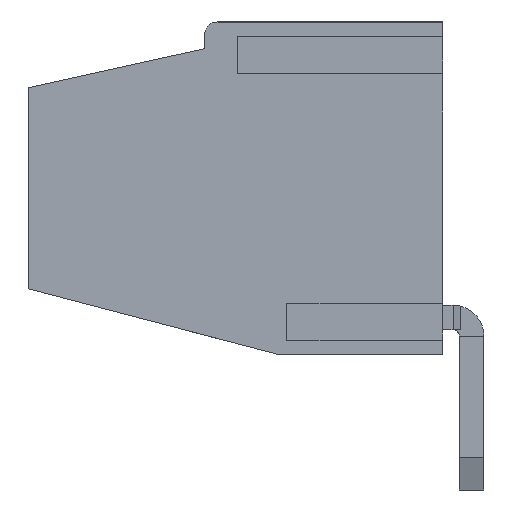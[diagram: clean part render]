
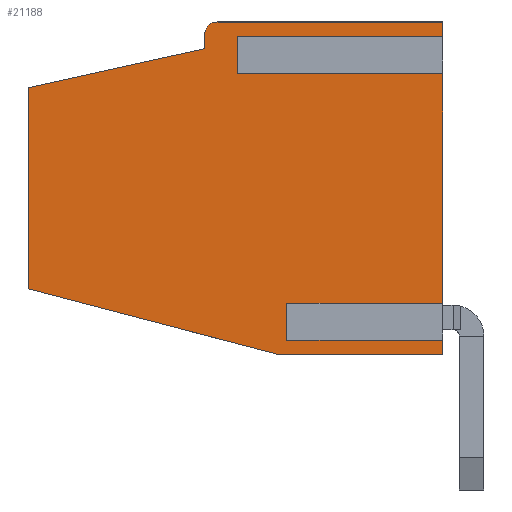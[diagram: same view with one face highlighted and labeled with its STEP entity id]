
A CAD part, left-side view. The second image highlights one B-rep face of the part: STEP entity #21188.
In plain terms, the highlighted face is planar.
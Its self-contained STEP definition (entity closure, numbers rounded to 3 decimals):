
#332 = EDGE_LOOP ( 'NONE', ( #13376, #18267, #2870, #15947, #22414, #17464, #21211, #1453, #20872, #26957, #12922, #27466, #25463, #23576, #10826, #2630 ) ) ;
#512 = DIRECTION ( 'NONE',  ( 0., 1., 0. ) ) ;
#514 = DIRECTION ( 'NONE',  ( 0., 0., -1. ) ) ;
#747 = CARTESIAN_POINT ( 'NONE',  ( 2.54, 0.532, 0.7 ) ) ;
#810 = DIRECTION ( 'NONE',  ( 0., 0., -1. ) ) ;
#1453 = ORIENTED_EDGE ( 'NONE', *, *, #27828, .T. ) ;
#1554 = CARTESIAN_POINT ( 'NONE',  ( 2.54, 7.45, 6.5 ) ) ;
#1721 = CARTESIAN_POINT ( 'NONE',  ( 2.54, 6.5, 10.8 ) ) ;
#1730 = DIRECTION ( 'NONE',  ( 0., -1., 0. ) ) ;
#2174 = DIRECTION ( 'NONE',  ( -1., 0., 0. ) ) ;
#2184 = CARTESIAN_POINT ( 'NONE',  ( 2.54, 7.45, 6.5 ) ) ;
#2191 = VECTOR ( 'NONE', #10179, 1000. ) ;
#2478 = AXIS2_PLACEMENT_3D ( 'NONE', #28083, #3846, #19241 ) ;
#2630 = ORIENTED_EDGE ( 'NONE', *, *, #15359, .T. ) ;
#2697 = CARTESIAN_POINT ( 'NONE',  ( 2.54, 0.532, 4.5 ) ) ;
#2870 = ORIENTED_EDGE ( 'NONE', *, *, #25562, .F. ) ;
#3077 = CARTESIAN_POINT ( 'NONE',  ( 2.54, 7.032, 0.7 ) ) ;
#3124 = CARTESIAN_POINT ( 'NONE',  ( 2.54, 0.532, 4.5 ) ) ;
#3846 = DIRECTION ( 'NONE',  ( 1., 0., 0. ) ) ;
#4171 = CARTESIAN_POINT ( 'NONE',  ( 2.54, 8.1, 0.7 ) ) ;
#4367 = VECTOR ( 'NONE', #11960, 1000. ) ;
#4412 = CARTESIAN_POINT ( 'NONE',  ( 2.54, 8.1, 0.7 ) ) ;
#4865 = CARTESIAN_POINT ( 'NONE',  ( 2.54, 8.1, 6.2 ) ) ;
#4871 = VERTEX_POINT ( 'NONE', #25491 ) ;
#5292 = CARTESIAN_POINT ( 'NONE',  ( 2.54, 7.568, 5.7 ) ) ;
#5337 = VERTEX_POINT ( 'NONE', #2184 ) ;
#5572 = DIRECTION ( 'NONE',  ( 0., -1., 0. ) ) ;
#6086 = VECTOR ( 'NONE', #15330, 1000. ) ;
#6561 = VERTEX_POINT ( 'NONE', #15620 ) ;
#6663 = LINE ( 'NONE', #15524, #15952 ) ;
#6869 = EDGE_CURVE ( 'NONE', #28328, #6561, #11838, .T. ) ;
#7150 = VECTOR ( 'NONE', #28725, 1000. ) ;
#8116 = LINE ( 'NONE', #1554, #10767 ) ;
#8533 = LINE ( 'NONE', #15195, #6086 ) ;
#8649 = VECTOR ( 'NONE', #8685, 1000. ) ;
#8685 = DIRECTION ( 'NONE',  ( 0., 0., -1. ) ) ;
#8854 = EDGE_CURVE ( 'NONE', #27041, #28684, #8533, .T. ) ;
#9498 = DIRECTION ( 'NONE',  ( 0., 1., 0. ) ) ;
#9824 = CARTESIAN_POINT ( 'NONE',  ( 2.54, 8.1, 10.8 ) ) ;
#9957 = VERTEX_POINT ( 'NONE', #16319 ) ;
#10043 = CARTESIAN_POINT ( 'NONE',  ( 2.54, 1.068, 4.5 ) ) ;
#10179 = DIRECTION ( 'NONE',  ( 0., 0.254, 0.967 ) ) ;
#10525 = AXIS2_PLACEMENT_3D ( 'NONE', #21628, #2174, #1730 ) ;
#10767 = VECTOR ( 'NONE', #17108, 1000. ) ;
#10826 = ORIENTED_EDGE ( 'NONE', *, *, #10885, .T. ) ;
#10880 = EDGE_CURVE ( 'NONE', #4871, #27041, #16326, .T. ) ;
#10885 = EDGE_CURVE ( 'NONE', #4871, #14259, #27188, .T. ) ;
#11004 = CARTESIAN_POINT ( 'NONE',  ( 2.54, 1.068, 4.5 ) ) ;
#11147 = VERTEX_POINT ( 'NONE', #747 ) ;
#11554 = LINE ( 'NONE', #20560, #25578 ) ;
#11838 = LINE ( 'NONE', #9824, #20370 ) ;
#11960 = DIRECTION ( 'NONE',  ( 0., 1., 0. ) ) ;
#12057 = CARTESIAN_POINT ( 'NONE',  ( 2.54, 7.032, 5.7 ) ) ;
#12058 = CARTESIAN_POINT ( 'NONE',  ( 2.54, 0., 0.7 ) ) ;
#12310 = VERTEX_POINT ( 'NONE', #27065 ) ;
#12764 = PLANE ( 'NONE',  #10525 ) ;
#12922 = ORIENTED_EDGE ( 'NONE', *, *, #19215, .T. ) ;
#13023 = DIRECTION ( 'NONE',  ( 0., 1., 0. ) ) ;
#13376 = ORIENTED_EDGE ( 'NONE', *, *, #6869, .F. ) ;
#13542 = EDGE_CURVE ( 'NONE', #25091, #18477, #13597, .T. ) ;
#13597 = LINE ( 'NONE', #15781, #25160 ) ;
#13711 = EDGE_CURVE ( 'NONE', #28328, #12310, #16870, .T. ) ;
#14163 = LINE ( 'NONE', #3124, #4367 ) ;
#14259 = VERTEX_POINT ( 'NONE', #16892 ) ;
#14376 = VERTEX_POINT ( 'NONE', #20321 ) ;
#14483 = VECTOR ( 'NONE', #5572, 1000. ) ;
#14546 = VECTOR ( 'NONE', #9498, 1000. ) ;
#14615 = EDGE_CURVE ( 'NONE', #14376, #5337, #14944, .T. ) ;
#14944 = LINE ( 'NONE', #1721, #7150 ) ;
#15195 = CARTESIAN_POINT ( 'NONE',  ( 2.54, 7.032, 5.7 ) ) ;
#15209 = LINE ( 'NONE', #11004, #8649 ) ;
#15330 = DIRECTION ( 'NONE',  ( 0., 0., -1. ) ) ;
#15359 = EDGE_CURVE ( 'NONE', #14259, #6561, #18182, .T. ) ;
#15382 = CARTESIAN_POINT ( 'NONE',  ( 2.54, 1.068, 0.7 ) ) ;
#15499 = LINE ( 'NONE', #4171, #21057 ) ;
#15524 = CARTESIAN_POINT ( 'NONE',  ( 2.54, 8.1, 0.7 ) ) ;
#15568 = EDGE_CURVE ( 'NONE', #20107, #28684, #6663, .T. ) ;
#15620 = CARTESIAN_POINT ( 'NONE',  ( 2.54, 8.1, 0.7 ) ) ;
#15781 = CARTESIAN_POINT ( 'NONE',  ( 2.54, 0., 10.8 ) ) ;
#15932 = EDGE_CURVE ( 'NONE', #20736, #17050, #14163, .T. ) ;
#15947 = ORIENTED_EDGE ( 'NONE', *, *, #14615, .F. ) ;
#15952 = VECTOR ( 'NONE', #28728, 1000. ) ;
#16319 = CARTESIAN_POINT ( 'NONE',  ( 2.54, 1.6, 10.8 ) ) ;
#16326 = LINE ( 'NONE', #25136, #14483 ) ;
#16752 = DIRECTION ( 'NONE',  ( 0., 0., -1. ) ) ;
#16870 = CIRCLE ( 'NONE', #2478, 0.3 ) ;
#16892 = CARTESIAN_POINT ( 'NONE',  ( 2.54, 7.568, 0.7 ) ) ;
#17050 = VERTEX_POINT ( 'NONE', #10043 ) ;
#17108 = DIRECTION ( 'NONE',  ( 0., 1., 0. ) ) ;
#17144 = CARTESIAN_POINT ( 'NONE',  ( 2.54, 0., 4.7 ) ) ;
#17464 = ORIENTED_EDGE ( 'NONE', *, *, #21056, .F. ) ;
#18182 = LINE ( 'NONE', #4412, #14546 ) ;
#18267 = ORIENTED_EDGE ( 'NONE', *, *, #13711, .T. ) ;
#18477 = VERTEX_POINT ( 'NONE', #12058 ) ;
#18815 = CARTESIAN_POINT ( 'NONE',  ( 2.54, 0.532, 4.5 ) ) ;
#19215 = EDGE_CURVE ( 'NONE', #17050, #20107, #15209, .T. ) ;
#19241 = DIRECTION ( 'NONE',  ( 0., -1., 0. ) ) ;
#20107 = VERTEX_POINT ( 'NONE', #15382 ) ;
#20321 = CARTESIAN_POINT ( 'NONE',  ( 2.54, 6.5, 10.8 ) ) ;
#20370 = VECTOR ( 'NONE', #810, 1000. ) ;
#20560 = CARTESIAN_POINT ( 'NONE',  ( 2.54, 8.1, 10.8 ) ) ;
#20736 = VERTEX_POINT ( 'NONE', #18815 ) ;
#20872 = ORIENTED_EDGE ( 'NONE', *, *, #21220, .F. ) ;
#20963 = VECTOR ( 'NONE', #16752, 1000. ) ;
#21049 = LINE ( 'NONE', #25517, #2191 ) ;
#21056 = EDGE_CURVE ( 'NONE', #25091, #9957, #21049, .T. ) ;
#21057 = VECTOR ( 'NONE', #13023, 1000. ) ;
#21188 = ADVANCED_FACE ( 'NONE', ( #22063 ), #12764, .F. ) ;
#21211 = ORIENTED_EDGE ( 'NONE', *, *, #13542, .T. ) ;
#21220 = EDGE_CURVE ( 'NONE', #20736, #11147, #23004, .T. ) ;
#21628 = CARTESIAN_POINT ( 'NONE',  ( 2.54, 8.1, 10.8 ) ) ;
#22063 = FACE_OUTER_BOUND ( 'NONE', #332, .T. ) ;
#22414 = ORIENTED_EDGE ( 'NONE', *, *, #25700, .F. ) ;
#23004 = LINE ( 'NONE', #2697, #27656 ) ;
#23576 = ORIENTED_EDGE ( 'NONE', *, *, #10880, .F. ) ;
#25091 = VERTEX_POINT ( 'NONE', #17144 ) ;
#25136 = CARTESIAN_POINT ( 'NONE',  ( 2.54, 7.568, 5.7 ) ) ;
#25160 = VECTOR ( 'NONE', #514, 1000. ) ;
#25310 = DIRECTION ( 'NONE',  ( 0., 0., -1. ) ) ;
#25463 = ORIENTED_EDGE ( 'NONE', *, *, #8854, .F. ) ;
#25491 = CARTESIAN_POINT ( 'NONE',  ( 2.54, 7.568, 5.7 ) ) ;
#25517 = CARTESIAN_POINT ( 'NONE',  ( 2.54, 1.6, 10.8 ) ) ;
#25562 = EDGE_CURVE ( 'NONE', #5337, #12310, #8116, .T. ) ;
#25578 = VECTOR ( 'NONE', #512, 1000. ) ;
#25700 = EDGE_CURVE ( 'NONE', #9957, #14376, #11554, .T. ) ;
#26957 = ORIENTED_EDGE ( 'NONE', *, *, #15932, .T. ) ;
#27041 = VERTEX_POINT ( 'NONE', #12057 ) ;
#27065 = CARTESIAN_POINT ( 'NONE',  ( 2.54, 7.8, 6.5 ) ) ;
#27188 = LINE ( 'NONE', #5292, #20963 ) ;
#27466 = ORIENTED_EDGE ( 'NONE', *, *, #15568, .T. ) ;
#27656 = VECTOR ( 'NONE', #25310, 1000. ) ;
#27828 = EDGE_CURVE ( 'NONE', #18477, #11147, #15499, .T. ) ;
#28083 = CARTESIAN_POINT ( 'NONE',  ( 2.54, 7.8, 6.2 ) ) ;
#28328 = VERTEX_POINT ( 'NONE', #4865 ) ;
#28684 = VERTEX_POINT ( 'NONE', #3077 ) ;
#28725 = DIRECTION ( 'NONE',  ( 0., 0.216, -0.976 ) ) ;
#28728 = DIRECTION ( 'NONE',  ( 0., 1., 0. ) ) ;
